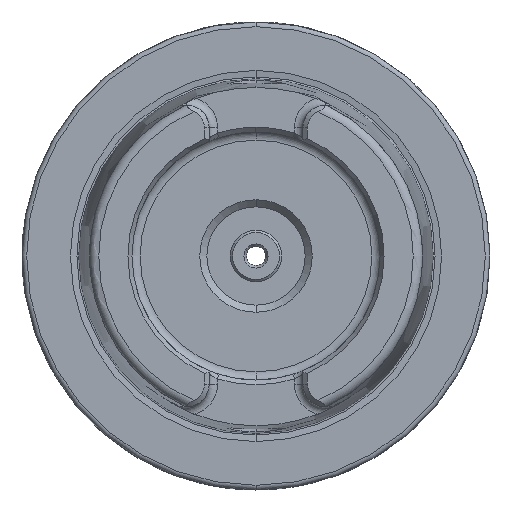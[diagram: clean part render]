
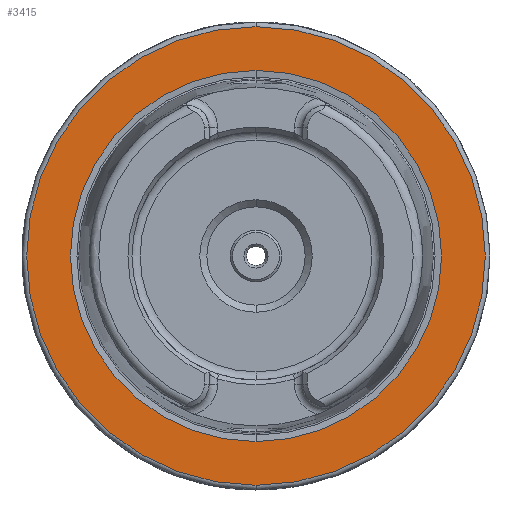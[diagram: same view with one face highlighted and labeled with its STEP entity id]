
A CAD part, left-side view. The second image highlights one B-rep face of the part: STEP entity #3415.
In plain terms, the highlighted planar face has unit normal (-1, 0, 0).
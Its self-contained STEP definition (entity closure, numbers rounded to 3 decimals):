
#33 = CARTESIAN_POINT ( 'NONE',  ( 0., 0., -49. ) ) ;
#146 = AXIS2_PLACEMENT_3D ( 'NONE', #4791, #7112, #4218 ) ;
#148 = EDGE_CURVE ( 'NONE', #549, #4430, #1563, .T. ) ;
#156 = CARTESIAN_POINT ( 'NONE',  ( 0., 0., -39.647 ) ) ;
#173 = ORIENTED_EDGE ( 'NONE', *, *, #312, .F. ) ;
#312 = EDGE_CURVE ( 'NONE', #3793, #719, #597, .T. ) ;
#424 = DIRECTION ( 'NONE',  ( 0., 0., -1. ) ) ;
#549 = VERTEX_POINT ( 'NONE', #6502 ) ;
#597 = CIRCLE ( 'NONE', #1571, 49. ) ;
#719 = VERTEX_POINT ( 'NONE', #2510 ) ;
#756 = CIRCLE ( 'NONE', #146, 39.647 ) ;
#891 = FACE_BOUND ( 'NONE', #2585, .T. ) ;
#1380 = FACE_OUTER_BOUND ( 'NONE', #5017, .T. ) ;
#1563 = CIRCLE ( 'NONE', #2412, 39.647 ) ;
#1571 = AXIS2_PLACEMENT_3D ( 'NONE', #4534, #6336, #424 ) ;
#2412 = AXIS2_PLACEMENT_3D ( 'NONE', #5386, #4890, #6154 ) ;
#2510 = CARTESIAN_POINT ( 'NONE',  ( 0., 0., 49. ) ) ;
#2538 = DIRECTION ( 'NONE',  ( 0., 0., -1. ) ) ;
#2585 = EDGE_LOOP ( 'NONE', ( #3789, #3488 ) ) ;
#3415 = ADVANCED_FACE ( 'NONE', ( #891, #1380 ), #4391, .T. ) ;
#3488 = ORIENTED_EDGE ( 'NONE', *, *, #5752, .T. ) ;
#3704 = DIRECTION ( 'NONE',  ( 0., 0., 1. ) ) ;
#3719 = CARTESIAN_POINT ( 'NONE',  ( 0., 0., 0. ) ) ;
#3789 = ORIENTED_EDGE ( 'NONE', *, *, #148, .T. ) ;
#3793 = VERTEX_POINT ( 'NONE', #33 ) ;
#4021 = CIRCLE ( 'NONE', #7194, 49. ) ;
#4218 = DIRECTION ( 'NONE',  ( 0., 0., -1. ) ) ;
#4316 = CARTESIAN_POINT ( 'NONE',  ( 0., 39.647, 0. ) ) ;
#4391 = PLANE ( 'NONE',  #4493 ) ;
#4430 = VERTEX_POINT ( 'NONE', #156 ) ;
#4493 = AXIS2_PLACEMENT_3D ( 'NONE', #4316, #7213, #3704 ) ;
#4534 = CARTESIAN_POINT ( 'NONE',  ( 0., 0., 0. ) ) ;
#4791 = CARTESIAN_POINT ( 'NONE',  ( 0., 0., 0. ) ) ;
#4890 = DIRECTION ( 'NONE',  ( 1., 0., 0. ) ) ;
#4918 = EDGE_CURVE ( 'NONE', #719, #3793, #4021, .T. ) ;
#5017 = EDGE_LOOP ( 'NONE', ( #173, #7473 ) ) ;
#5386 = CARTESIAN_POINT ( 'NONE',  ( 0., 0., 0. ) ) ;
#5752 = EDGE_CURVE ( 'NONE', #4430, #549, #756, .T. ) ;
#6154 = DIRECTION ( 'NONE',  ( 0., 0., -1. ) ) ;
#6336 = DIRECTION ( 'NONE',  ( 1., 0., 0. ) ) ;
#6502 = CARTESIAN_POINT ( 'NONE',  ( 0., 0., 39.647 ) ) ;
#6592 = DIRECTION ( 'NONE',  ( 1., 0., 0. ) ) ;
#7112 = DIRECTION ( 'NONE',  ( 1., 0., 0. ) ) ;
#7194 = AXIS2_PLACEMENT_3D ( 'NONE', #3719, #6592, #2538 ) ;
#7213 = DIRECTION ( 'NONE',  ( -1., 0., 0. ) ) ;
#7473 = ORIENTED_EDGE ( 'NONE', *, *, #4918, .F. ) ;
